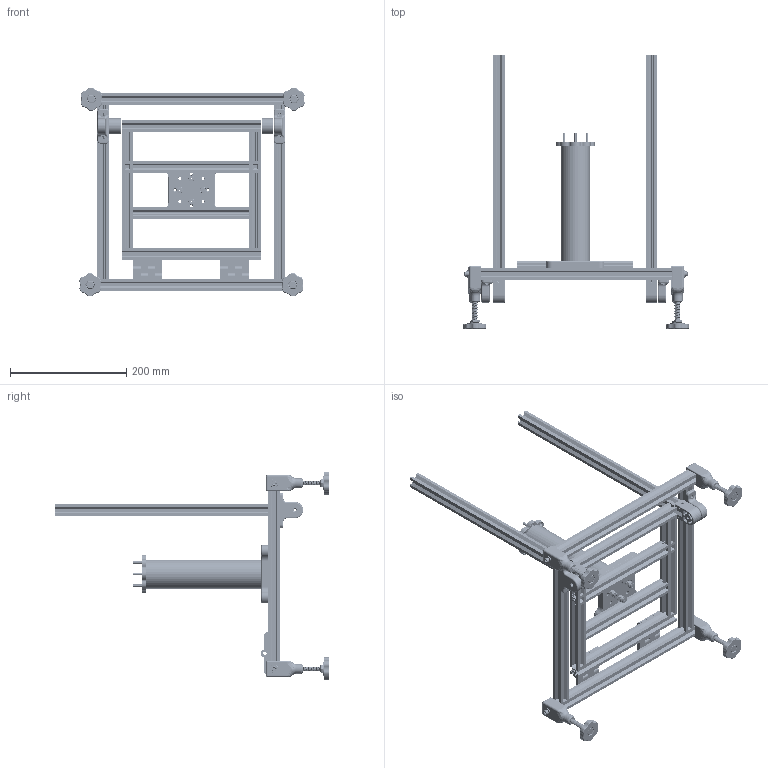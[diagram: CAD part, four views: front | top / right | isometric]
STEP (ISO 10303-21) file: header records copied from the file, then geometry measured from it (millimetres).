
FILE_DESCRIPTION(/* description */ ('','CAx-IF Rec.Pracs.---Representation and Presentation of Product Manufacturing Information (PMI)---4.0---2014-10-13'),/* implementation_level */ '2;1');
FILE_NAME(/* name */ 'Soft Robot V2 v22.step',/* time_stamp */ '2025-03-02T01:02:59+01:00',/* author */ (''),/* organization */ (''),/* preprocessor_version */ 'ST-DEVELOPER v20',/* originating_system */ 'Autodesk Translation Framework v13.20.0.188',/* authorisation */ '');
FILE_SCHEMA (('AP242_MANAGED_MODEL_BASED_3D_ENGINEERING_MIM_LF { 1 0 10303 442 1 1 4 }'));
Length unit declared in the file: millimetre
Products named in the file (49): Soft Robot V2; Soft Robot V1 (1); Soft Robot V1; Continuum Sillicone Cylinder; Universal Plate Assembly; Universal Plate Assembly_1; Universal Plate; Cone Head Anchor; Button Head Anchor; M5 Nut; PTFE Tubing; Frame V1; Aluminium Extrusion 20x20 (3) (1); Aluminium Extrusion 20x20 (2); PC4-M10 Coupling; Robot Mount V2; Full Motor Assembly V1.1; M5x10mm; PC4-M10 Coupling_1; PC4-M10 Coupling_2; PC4-M10 Coupling_3; Component1; Component2; Component3; Full Motor Assembly V1.1_1; Aluminium Extrusion 20x20 (3); Full Motor Assembly V1.1_2; Full Motor Assembly V1.1_3; Frame Construction V2; Hinge; Hinge_1; Hinge Part 2; Hinge Part 1; Leg Assembly; Leg Assembly_1; Aluminium Extrusion 20x20 (2) (1) (1); Aluminium Extrusion 20x20 (2) (1); Leg Assembly_2; Leg Assembly_3; M8 Screw ...
Assembly tree (126 placements, depth 5):
  Soft Robot V2
    Soft Robot V1 (1)
      Soft Robot V1
        Continuum Sillicone Cylinder
        Universal Plate Assembly
          Universal Plate
          Cone Head Anchor  x4
          Button Head Anchor  x5
          M5 Nut  x4
          PTFE Tubing  x4
        Universal Plate Assembly_1
          Universal Plate
          Cone Head Anchor  x4
          Button Head Anchor  x5
          M5 Nut  x4
          PTFE Tubing  x4
      Frame V1
        Aluminium Extrusion 20x20 (2)  x2
        Aluminium Extrusion 20x20 (3) (1)
        Aluminium Extrusion 20x20 (3)
      M5x10mm  x8
      PC4-M10 Coupling
        Component1
        Component2
        Component3
      Robot Mount V2
      Full Motor Assembly V1.1
        Aluminium Extrusion 20x20 (3)
      PC4-M10 Coupling_1
        Component1
        Component2
        Component3
      PC4-M10 Coupling_2
        Component1
        Component2
        Component3
      PC4-M10 Coupling_3
        Component1
        Component2
        Component3
      Full Motor Assembly V1.1_1
        Aluminium Extrusion 20x20 (3)
      Full Motor Assembly V1.1_2
      Full Motor Assembly V1.1_3
    Frame Construction V2
      Hinge
        Hinge Part 2
        Hinge Part 1
      Hinge_1
        Hinge Part 2
        Hinge Part 1
      Aluminium Extrusion 20x20 (2) (1)  x2
      Leg Assembly
        M8 Screw
        M5 Washer
        M8 Washer
        UpperLeg
        M8 Nut
        M5 Screw
        Lower Leg
Bounding box: 388.28 x 473.05 x 359.98 mm (x, y, z)
Volume: 1349191 mm3; surface area: 781127 mm2
Topology: 90 solids, 90 shells, 4418 faces, 11479 edges, 7314 vertices
Faces by surface type: cylinder 1765, plane 1599, cone 720, torus 186, bspline 140, sphere 8
Full cylindrical faces by diameter (mm): 2 x8, 3 x8, 3.99 x130, 4 x16, 4.2 x32, 4.5 x12, 4.8 x22, 4.9 x16, 4.901 x218, 5 x4, 5.5 x16, 5.8 x2, 6 x8, 6.3 x4, 6.446 x64, 6.6 x8, 6.779 x4, 7 x6, 7.3 x4, 7.866 x108, 8 x4, 8.5 x8, 8.917 x16, 9.5 x4, 9.947 x4, 10 x16, 11.5 x10, 14.8 x4, 17 x4, 23.7 x4
Entity records: 58044 total; most frequent: CARTESIAN_POINT 20653, ORIENTED_EDGE 7548, DIRECTION 7465, EDGE_CURVE 3774, AXIS2_PLACEMENT_3D 2633, VERTEX_POINT 2379, LINE 2199, VECTOR 2199
